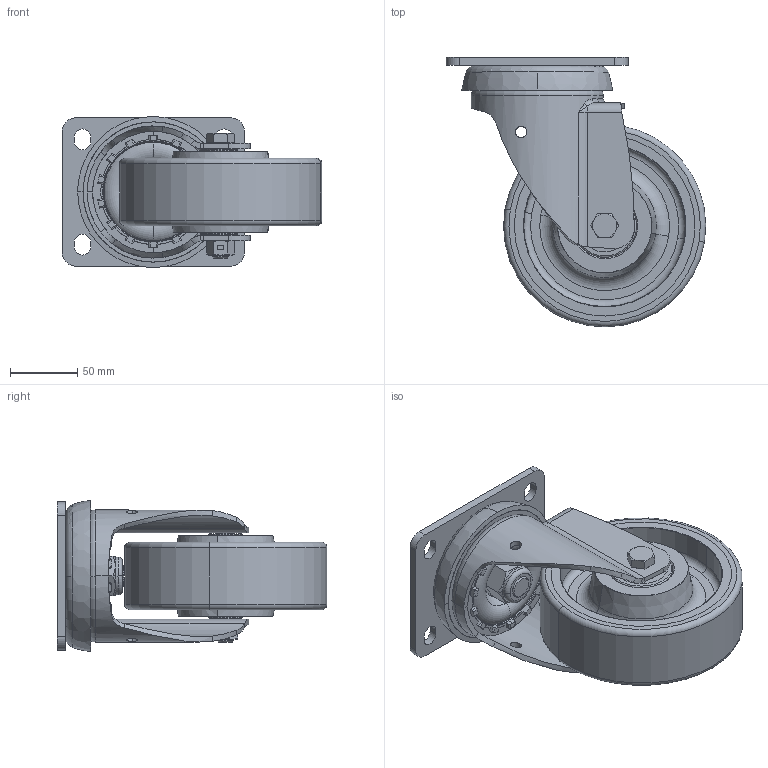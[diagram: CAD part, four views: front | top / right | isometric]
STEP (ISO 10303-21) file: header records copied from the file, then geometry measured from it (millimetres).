
FILE_DESCRIPTION (( 'STEP AP214' ), '1' );
FILE_NAME ('0047368_L-IHB-PUZG-150-K-3_(A-01).step', '2019-06-12T09:47:03', ( '' ), ( '' ), 'SwSTEP 2.0', 'SolidWorks 2018', '' );
FILE_SCHEMA (( 'AUTOMOTIVE_DESIGN' ));
Length unit declared in the file: millimetre
Products named in the file (1): 0047368_L-IHB-PUZG-150-K-3_(A-01)
Bounding box: 192.5 x 200 x 111.98 mm (x, y, z)
Surface area: 230573.2 mm2 (no closed solid volume)
Topology: 0 solids, 14 shells, 463 faces, 1166 edges, 742 vertices
Faces by surface type: plane 157, cylinder 143, cone 77, torus 60, bspline 26
Entity records: 22087 total; most frequent: CARTESIAN_POINT 6097, ORIENTED_EDGE 2300, DIRECTION 2192, EDGE_CURVE 1166, AXIS2_PLACEMENT_3D 879, VERTEX_POINT 742, EDGE_LOOP 514, UNCERTAINTY_MEASURE_WITH_UNIT 470
